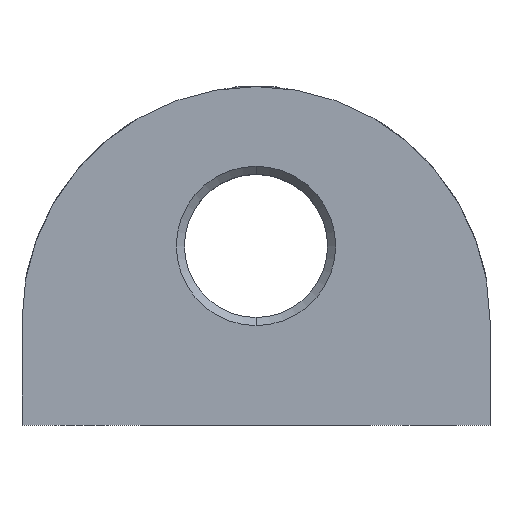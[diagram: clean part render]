
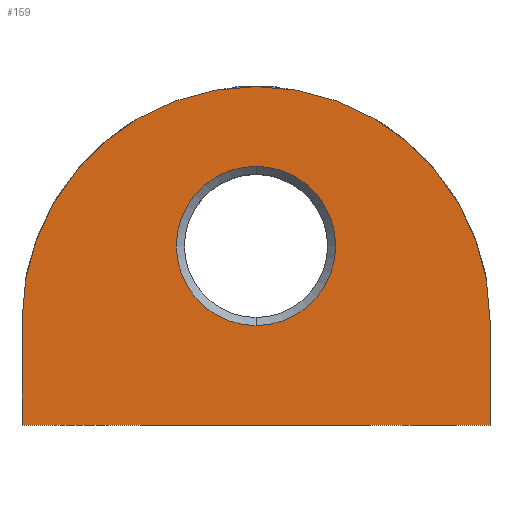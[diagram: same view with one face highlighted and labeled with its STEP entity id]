
A CAD part, top view. The second image highlights one B-rep face of the part: STEP entity #159.
In plain terms, the highlighted planar face has unit normal (0, 0, 1).
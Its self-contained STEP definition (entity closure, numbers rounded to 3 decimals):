
#159=ADVANCED_FACE('',(#338,#339),#340,.T.);
#338=FACE_BOUND('',#527,.T.);
#339=FACE_OUTER_BOUND('',#528,.T.);
#340=PLANE('',#529);
#527=EDGE_LOOP('',(#936,#937));
#528=EDGE_LOOP('',(#938,#939,#940,#941));
#529=AXIS2_PLACEMENT_3D('',#942,#943,#944);
#936=ORIENTED_EDGE('',*,*,#1095,.T.);
#937=ORIENTED_EDGE('',*,*,#1171,.T.);
#938=ORIENTED_EDGE('',*,*,#1219,.T.);
#939=ORIENTED_EDGE('',*,*,#1211,.T.);
#940=ORIENTED_EDGE('',*,*,#1207,.T.);
#941=ORIENTED_EDGE('',*,*,#1215,.T.);
#942=CARTESIAN_POINT('',(0.0,10.5,7.0));
#943=DIRECTION('',(0.0,0.0,1.0));
#944=DIRECTION('',(1.0,0.0,0.0));
#1095=EDGE_CURVE('',#1299,#1303,#1305,.T.);
#1171=EDGE_CURVE('',#1303,#1299,#1416,.T.);
#1207=EDGE_CURVE('',#1461,#1466,#1468,.T.);
#1211=EDGE_CURVE('',#1470,#1461,#1474,.T.);
#1215=EDGE_CURVE('',#1466,#1478,#1480,.T.);
#1219=EDGE_CURVE('',#1478,#1470,#1484,.T.);
#1299=VERTEX_POINT('',#1658);
#1303=VERTEX_POINT('',#1663);
#1305=CIRCLE('',#1666,8.0);
#1416=CIRCLE('',#1935,8.0);
#1461=VERTEX_POINT('',#1992);
#1466=VERTEX_POINT('',#1999);
#1468=LINE('',#2002,#2003);
#1470=VERTEX_POINT('',#2005);
#1474=LINE('',#2011,#2012);
#1478=VERTEX_POINT('',#2017);
#1480=LINE('',#2020,#2021);
#1484=CIRCLE('',#2025,23.5);
#1658=CARTESIAN_POINT('',(0.0,26.0,7.0));
#1663=CARTESIAN_POINT('',(0.,10.0,7.0));
#1666=AXIS2_PLACEMENT_3D('',#2153,#2154,#2155);
#1935=AXIS2_PLACEMENT_3D('',#2250,#2251,#2252);
#1992=CARTESIAN_POINT('',(-23.5,0.0,7.0));
#1999=CARTESIAN_POINT('',(23.5,0.0,7.0));
#2002=CARTESIAN_POINT('',(0.0,0.0,7.0));
#2003=VECTOR('',#2295,1.0);
#2005=CARTESIAN_POINT('',(-23.5,10.5,7.0));
#2011=CARTESIAN_POINT('',(-23.5,5.25,7.0));
#2012=VECTOR('',#2298,1.0);
#2017=CARTESIAN_POINT('',(23.5,10.5,7.0));
#2020=CARTESIAN_POINT('',(23.5,5.25,7.0));
#2021=VECTOR('',#2301,1.0);
#2025=AXIS2_PLACEMENT_3D('',#2305,#2306,#2307);
#2153=CARTESIAN_POINT('',(0.,18.0,7.0));
#2154=DIRECTION('',(0.0,0.0,-1.0));
#2155=DIRECTION('',(0.0,1.0,0.0));
#2250=CARTESIAN_POINT('',(0.,18.0,7.0));
#2251=DIRECTION('',(0.0,0.0,-1.0));
#2252=DIRECTION('',(0.0,1.0,0.0));
#2295=DIRECTION('',(1.0,0.0,0.0));
#2298=DIRECTION('',(0.0,-1.0,0.0));
#2301=DIRECTION('',(0.0,1.0,0.0));
#2305=CARTESIAN_POINT('',(0.0,10.5,7.0));
#2306=DIRECTION('',(0.0,0.0,1.0));
#2307=DIRECTION('',(1.0,0.0,0.0));
